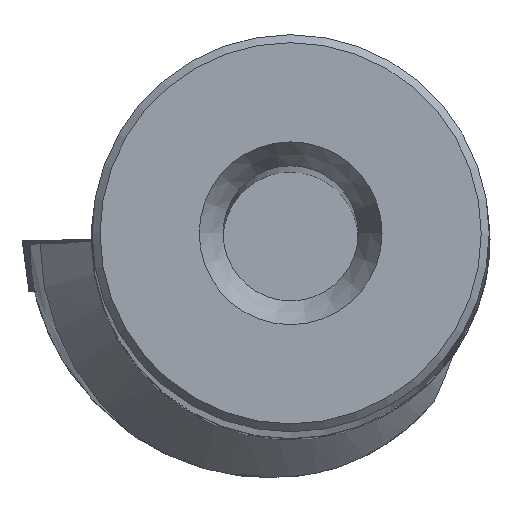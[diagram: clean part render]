
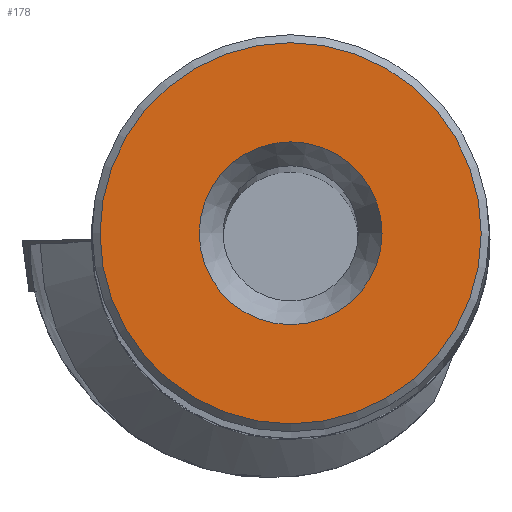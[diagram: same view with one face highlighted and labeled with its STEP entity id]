
A CAD part, top view. The second image highlights one B-rep face of the part: STEP entity #178.
In plain terms, the highlighted planar face has unit normal (0, 0, 1).
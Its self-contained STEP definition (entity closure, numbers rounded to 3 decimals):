
#178=ADVANCED_FACE('',(#298,#299),#206,.T.);
#206=PLANE('',#812);
#298=FACE_BOUND('',#348,.T.);
#299=FACE_BOUND('',#349,.T.);
#348=EDGE_LOOP('',(#467));
#349=EDGE_LOOP('',(#468));
#467=ORIENTED_EDGE('',*,*,#648,.F.);
#468=ORIENTED_EDGE('',*,*,#649,.T.);
#578=VERTEX_POINT('',#1288);
#579=VERTEX_POINT('',#1290);
#648=EDGE_CURVE('',#578,#578,#690,.T.);
#649=EDGE_CURVE('',#579,#579,#691,.T.);
#690=CIRCLE('',#810,5.75);
#691=CIRCLE('',#811,11.991);
#810=AXIS2_PLACEMENT_3D('',#1287,#962,#963);
#811=AXIS2_PLACEMENT_3D('',#1289,#964,#965);
#812=AXIS2_PLACEMENT_3D('',#1291,#966,#967);
#962=DIRECTION('',(0.,0.,1.));
#963=DIRECTION('',(1.,0.,0.));
#964=DIRECTION('',(0.,0.,1.));
#965=DIRECTION('',(1.,0.,0.));
#966=DIRECTION('',(0.,0.,1.));
#967=DIRECTION('',(1.,0.,0.));
#1287=CARTESIAN_POINT('',(0.,0.,0.));
#1288=CARTESIAN_POINT('',(5.75,0.,0.));
#1289=CARTESIAN_POINT('',(0.,0.,0.));
#1290=CARTESIAN_POINT('',(11.991,0.,0.));
#1291=CARTESIAN_POINT('',(0.,0.,0.));
